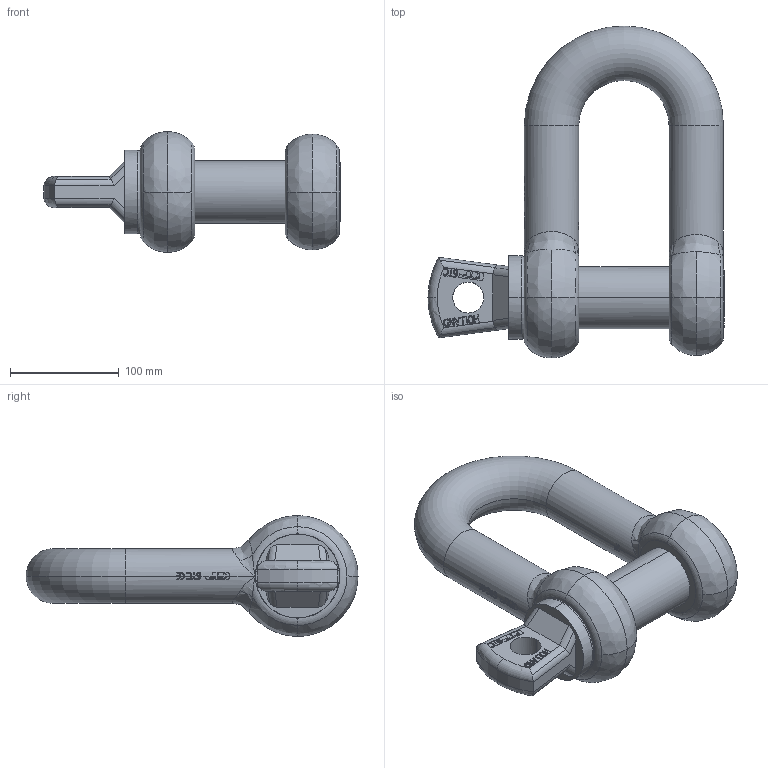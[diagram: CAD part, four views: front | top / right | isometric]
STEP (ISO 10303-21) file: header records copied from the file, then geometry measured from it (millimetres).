
FILE_DESCRIPTION(('.'),'2;1');
FILE_NAME('GPGDBB50.stp','2012-01-15T12:46:35+00:00',('.'),('.'),'','STEP AP214','.');
FILE_SCHEMA(('AUTOMOTIVE_DESIGN { 1 0 10303 214 1 1 1 1 }'));
Length unit declared in the file: millimetre
Products named in the file (3): GPGDBB50; 35; 35_1
Assembly tree (2 placements, depth 2):
  GPGDBB50
    35
    35_1
Bounding box: 272 x 305 x 111 mm (x, y, z)
Volume: 2024108.2 mm3; surface area: 195629.1 mm2
Topology: 2 solids, 2 shells, 657 faces, 2074 edges, 1435 vertices
Faces by surface type: bspline 274, plane 233, cylinder 125, torus 22, cone 3
Entity records: 28817 total; most frequent: CARTESIAN_POINT 13235, ORIENTED_EDGE 4132, EDGE_CURVE 2066, VERTEX_POINT 1435, DIRECTION 1415, B_SPLINE_CURVE_WITH_KNOTS 1320, EDGE_LOOP 685, ADVANCED_FACE 657
